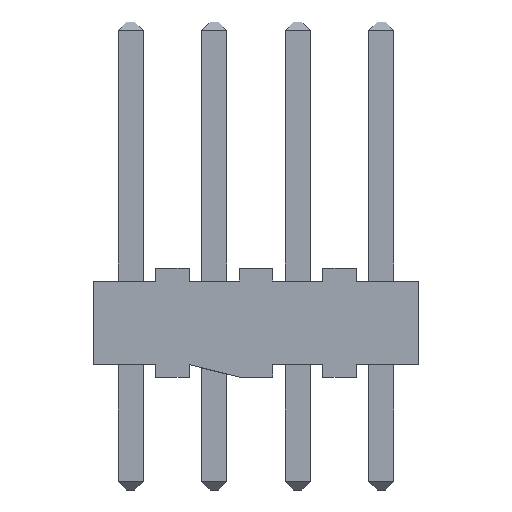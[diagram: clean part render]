
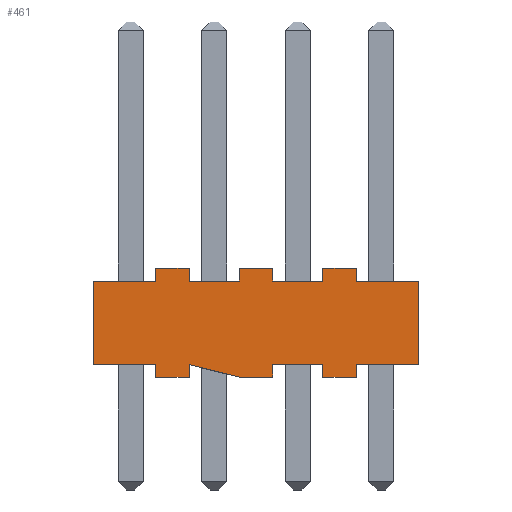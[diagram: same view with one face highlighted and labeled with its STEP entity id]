
A CAD part, top view. The second image highlights one B-rep face of the part: STEP entity #461.
In plain terms, the highlighted planar face has unit normal (0, 0, 1).
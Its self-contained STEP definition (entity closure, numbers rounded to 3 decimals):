
#461=ADVANCED_FACE('',(#590),#591,.T.);
#590=FACE_OUTER_BOUND('',#808,.T.);
#591=PLANE('',#809);
#808=EDGE_LOOP('',(#1055,#1056,#1057,#1058,#1059,#1060,#1061,#1062,#1063,#1064,#1065,#1066,#1067,#1068,#1069,#1070,#1071,#1072,#1073,#1074,#1075,#1076,#1077,#1078,#1079,#1080,#1081));
#809=AXIS2_PLACEMENT_3D('',#1082,#1083,#1084);
#1055=ORIENTED_EDGE('',*,*,#1833,.T.);
#1056=ORIENTED_EDGE('',*,*,#1834,.F.);
#1057=ORIENTED_EDGE('',*,*,#1835,.F.);
#1058=ORIENTED_EDGE('',*,*,#1836,.T.);
#1059=ORIENTED_EDGE('',*,*,#1837,.T.);
#1060=ORIENTED_EDGE('',*,*,#1838,.T.);
#1061=ORIENTED_EDGE('',*,*,#1839,.F.);
#1062=ORIENTED_EDGE('',*,*,#1840,.T.);
#1063=ORIENTED_EDGE('',*,*,#1841,.F.);
#1064=ORIENTED_EDGE('',*,*,#1842,.F.);
#1065=ORIENTED_EDGE('',*,*,#1843,.T.);
#1066=ORIENTED_EDGE('',*,*,#1844,.F.);
#1067=ORIENTED_EDGE('',*,*,#1845,.F.);
#1068=ORIENTED_EDGE('',*,*,#1846,.F.);
#1069=ORIENTED_EDGE('',*,*,#1847,.T.);
#1070=ORIENTED_EDGE('',*,*,#1848,.F.);
#1071=ORIENTED_EDGE('',*,*,#1849,.F.);
#1072=ORIENTED_EDGE('',*,*,#1850,.F.);
#1073=ORIENTED_EDGE('',*,*,#1851,.T.);
#1074=ORIENTED_EDGE('',*,*,#1828,.T.);
#1075=ORIENTED_EDGE('',*,*,#1824,.T.);
#1076=ORIENTED_EDGE('',*,*,#1852,.T.);
#1077=ORIENTED_EDGE('',*,*,#1853,.F.);
#1078=ORIENTED_EDGE('',*,*,#1854,.T.);
#1079=ORIENTED_EDGE('',*,*,#1855,.T.);
#1080=ORIENTED_EDGE('',*,*,#1856,.T.);
#1081=ORIENTED_EDGE('',*,*,#1857,.T.);
#1082=CARTESIAN_POINT('',(-4.953,1.651,1.168));
#1083=DIRECTION('',(0.0,0.0,1.0));
#1084=DIRECTION('',(1.0,-0.0,0.0));
#1824=EDGE_CURVE('',#2068,#2066,#2069,.T.);
#1828=EDGE_CURVE('',#2071,#2068,#2075,.T.);
#1833=EDGE_CURVE('',#2084,#2085,#2086,.T.);
#1834=EDGE_CURVE('',#2087,#2085,#2088,.T.);
#1835=EDGE_CURVE('',#2089,#2087,#2090,.T.);
#1836=EDGE_CURVE('',#2089,#2091,#2092,.T.);
#1837=EDGE_CURVE('',#2091,#2093,#2094,.T.);
#1838=EDGE_CURVE('',#2093,#2095,#2096,.T.);
#1839=EDGE_CURVE('',#2097,#2095,#2098,.T.);
#1840=EDGE_CURVE('',#2097,#2099,#2100,.T.);
#1841=EDGE_CURVE('',#2101,#2099,#2102,.T.);
#1842=EDGE_CURVE('',#2103,#2101,#2104,.T.);
#1843=EDGE_CURVE('',#2103,#2105,#2106,.T.);
#1844=EDGE_CURVE('',#2107,#2105,#2108,.T.);
#1845=EDGE_CURVE('',#2109,#2107,#2110,.T.);
#1846=EDGE_CURVE('',#2111,#2109,#2112,.T.);
#1847=EDGE_CURVE('',#2111,#2113,#2114,.T.);
#1848=EDGE_CURVE('',#2115,#2113,#2116,.T.);
#1849=EDGE_CURVE('',#2117,#2115,#2118,.T.);
#1850=EDGE_CURVE('',#2119,#2117,#2120,.T.);
#1851=EDGE_CURVE('',#2119,#2071,#2121,.T.);
#1852=EDGE_CURVE('',#2066,#2122,#2123,.T.);
#1853=EDGE_CURVE('',#2124,#2122,#2125,.T.);
#1854=EDGE_CURVE('',#2124,#2126,#2127,.T.);
#1855=EDGE_CURVE('',#2126,#2128,#2129,.T.);
#1856=EDGE_CURVE('',#2128,#2130,#2131,.T.);
#1857=EDGE_CURVE('',#2130,#2084,#2132,.T.);
#2066=VERTEX_POINT('',#2458);
#2068=VERTEX_POINT('',#2461);
#2069=LINE('',#2462,#2463);
#2071=VERTEX_POINT('',#2466);
#2075=LINE('',#2472,#2473);
#2084=VERTEX_POINT('',#2486);
#2085=VERTEX_POINT('',#2487);
#2086=LINE('',#2488,#2489);
#2087=VERTEX_POINT('',#2490);
#2088=LINE('',#2491,#2492);
#2089=VERTEX_POINT('',#2493);
#2090=LINE('',#2494,#2495);
#2091=VERTEX_POINT('',#2496);
#2092=LINE('',#2497,#2498);
#2093=VERTEX_POINT('',#2499);
#2094=LINE('',#2500,#2501);
#2095=VERTEX_POINT('',#2502);
#2096=LINE('',#2503,#2504);
#2097=VERTEX_POINT('',#2505);
#2098=LINE('',#2506,#2507);
#2099=VERTEX_POINT('',#2508);
#2100=LINE('',#2509,#2510);
#2101=VERTEX_POINT('',#2511);
#2102=LINE('',#2512,#2513);
#2103=VERTEX_POINT('',#2514);
#2104=LINE('',#2515,#2516);
#2105=VERTEX_POINT('',#2517);
#2106=LINE('',#2518,#2519);
#2107=VERTEX_POINT('',#2520);
#2108=LINE('',#2521,#2522);
#2109=VERTEX_POINT('',#2523);
#2110=LINE('',#2524,#2525);
#2111=VERTEX_POINT('',#2526);
#2112=LINE('',#2527,#2528);
#2113=VERTEX_POINT('',#2529);
#2114=LINE('',#2530,#2531);
#2115=VERTEX_POINT('',#2532);
#2116=LINE('',#2533,#2534);
#2117=VERTEX_POINT('',#2535);
#2118=LINE('',#2536,#2537);
#2119=VERTEX_POINT('',#2538);
#2120=LINE('',#2539,#2540);
#2121=LINE('',#2541,#2542);
#2122=VERTEX_POINT('',#2543);
#2123=LINE('',#2544,#2545);
#2124=VERTEX_POINT('',#2546);
#2125=LINE('',#2547,#2548);
#2126=VERTEX_POINT('',#2549);
#2127=LINE('',#2550,#2551);
#2128=VERTEX_POINT('',#2552);
#2129=LINE('',#2553,#2554);
#2130=VERTEX_POINT('',#2555);
#2131=LINE('',#2556,#2557);
#2132=LINE('',#2558,#2559);
#2458=CARTESIAN_POINT('',(-4.953,-1.27,1.168));
#2461=CARTESIAN_POINT('',(-4.953,1.27,1.168));
#2462=CARTESIAN_POINT('',(-4.953,1.27,1.168));
#2463=VECTOR('',#3088,2.54);
#2466=CARTESIAN_POINT('',(-3.048,1.27,1.168));
#2472=CARTESIAN_POINT('',(-3.048,1.27,1.168));
#2473=VECTOR('',#3092,1.905);
#2486=CARTESIAN_POINT('',(0.508,-1.651,1.168));
#2487=CARTESIAN_POINT('',(0.508,-1.27,1.168));
#2488=CARTESIAN_POINT('',(0.508,-1.651,1.168));
#2489=VECTOR('',#3097,0.381);
#2490=CARTESIAN_POINT('',(2.032,-1.27,1.168));
#2491=CARTESIAN_POINT('',(2.032,-1.27,1.168));
#2492=VECTOR('',#3098,1.524);
#2493=CARTESIAN_POINT('',(2.032,-1.651,1.168));
#2494=CARTESIAN_POINT('',(2.032,-1.651,1.168));
#2495=VECTOR('',#3099,0.381);
#2496=CARTESIAN_POINT('',(3.048,-1.651,1.168));
#2497=CARTESIAN_POINT('',(2.032,-1.651,1.168));
#2498=VECTOR('',#3100,1.016);
#2499=CARTESIAN_POINT('',(3.048,-1.27,1.168));
#2500=CARTESIAN_POINT('',(3.048,-1.651,1.168));
#2501=VECTOR('',#3101,0.381);
#2502=CARTESIAN_POINT('',(4.953,-1.27,1.168));
#2503=CARTESIAN_POINT('',(3.048,-1.27,1.168));
#2504=VECTOR('',#3102,1.905);
#2505=CARTESIAN_POINT('',(4.953,1.27,1.168));
#2506=CARTESIAN_POINT('',(4.953,1.27,1.168));
#2507=VECTOR('',#3103,2.54);
#2508=CARTESIAN_POINT('',(3.048,1.27,1.168));
#2509=CARTESIAN_POINT('',(4.953,1.27,1.168));
#2510=VECTOR('',#3104,1.905);
#2511=CARTESIAN_POINT('',(3.048,1.651,1.168));
#2512=CARTESIAN_POINT('',(3.048,1.651,1.168));
#2513=VECTOR('',#3105,0.381);
#2514=CARTESIAN_POINT('',(2.032,1.651,1.168));
#2515=CARTESIAN_POINT('',(2.032,1.651,1.168));
#2516=VECTOR('',#3106,1.016);
#2517=CARTESIAN_POINT('',(2.032,1.27,1.168));
#2518=CARTESIAN_POINT('',(2.032,1.651,1.168));
#2519=VECTOR('',#3107,0.381);
#2520=CARTESIAN_POINT('',(0.508,1.27,1.168));
#2521=CARTESIAN_POINT('',(0.508,1.27,1.168));
#2522=VECTOR('',#3108,1.524);
#2523=CARTESIAN_POINT('',(0.508,1.651,1.168));
#2524=CARTESIAN_POINT('',(0.508,1.651,1.168));
#2525=VECTOR('',#3109,0.381);
#2526=CARTESIAN_POINT('',(-0.508,1.651,1.168));
#2527=CARTESIAN_POINT('',(-0.508,1.651,1.168));
#2528=VECTOR('',#3110,1.016);
#2529=CARTESIAN_POINT('',(-0.508,1.27,1.168));
#2530=CARTESIAN_POINT('',(-0.508,1.651,1.168));
#2531=VECTOR('',#3111,0.381);
#2532=CARTESIAN_POINT('',(-2.032,1.27,1.168));
#2533=CARTESIAN_POINT('',(-2.032,1.27,1.168));
#2534=VECTOR('',#3112,1.524);
#2535=CARTESIAN_POINT('',(-2.032,1.651,1.168));
#2536=CARTESIAN_POINT('',(-2.032,1.651,1.168));
#2537=VECTOR('',#3113,0.381);
#2538=CARTESIAN_POINT('',(-3.048,1.651,1.168));
#2539=CARTESIAN_POINT('',(-3.048,1.651,1.168));
#2540=VECTOR('',#3114,1.016);
#2541=CARTESIAN_POINT('',(-3.048,1.651,1.168));
#2542=VECTOR('',#3115,0.381);
#2543=CARTESIAN_POINT('',(-3.048,-1.27,1.168));
#2544=CARTESIAN_POINT('',(-4.953,-1.27,1.168));
#2545=VECTOR('',#3116,1.905);
#2546=CARTESIAN_POINT('',(-3.048,-1.651,1.168));
#2547=CARTESIAN_POINT('',(-3.048,-1.651,1.168));
#2548=VECTOR('',#3117,0.381);
#2549=CARTESIAN_POINT('',(-2.032,-1.651,1.168));
#2550=CARTESIAN_POINT('',(-3.048,-1.651,1.168));
#2551=VECTOR('',#3118,1.016);
#2552=CARTESIAN_POINT('',(-2.032,-1.27,1.168));
#2553=CARTESIAN_POINT('',(-2.032,-1.651,1.168));
#2554=VECTOR('',#3119,0.381);
#2555=CARTESIAN_POINT('',(-0.508,-1.651,1.168));
#2556=CARTESIAN_POINT('',(-2.032,-1.27,1.168));
#2557=VECTOR('',#3120,1.571);
#2558=CARTESIAN_POINT('',(-0.508,-1.651,1.168));
#2559=VECTOR('',#3121,1.016);
#3088=DIRECTION('',(0.0,-1.0,0.0));
#3092=DIRECTION('',(-1.0,0.0,0.0));
#3097=DIRECTION('',(0.0,1.0,0.0));
#3098=DIRECTION('',(-1.0,0.0,0.0));
#3099=DIRECTION('',(0.0,1.0,0.0));
#3100=DIRECTION('',(1.0,0.0,0.0));
#3101=DIRECTION('',(0.0,1.0,0.0));
#3102=DIRECTION('',(1.0,0.0,0.0));
#3103=DIRECTION('',(0.0,-1.0,0.0));
#3104=DIRECTION('',(-1.0,0.0,0.0));
#3105=DIRECTION('',(0.0,-1.0,0.0));
#3106=DIRECTION('',(1.0,0.0,0.0));
#3107=DIRECTION('',(0.0,-1.0,0.0));
#3108=DIRECTION('',(1.0,0.0,0.0));
#3109=DIRECTION('',(0.0,-1.0,0.0));
#3110=DIRECTION('',(1.0,0.0,0.0));
#3111=DIRECTION('',(0.0,-1.0,0.0));
#3112=DIRECTION('',(1.0,0.0,0.0));
#3113=DIRECTION('',(0.0,-1.0,0.0));
#3114=DIRECTION('',(1.0,0.0,0.0));
#3115=DIRECTION('',(0.0,-1.0,0.0));
#3116=DIRECTION('',(1.0,0.0,0.0));
#3117=DIRECTION('',(0.0,1.0,0.0));
#3118=DIRECTION('',(1.0,0.0,0.0));
#3119=DIRECTION('',(0.0,1.0,0.0));
#3120=DIRECTION('',(0.97,-0.243,0.0));
#3121=DIRECTION('',(1.0,0.0,0.0));
